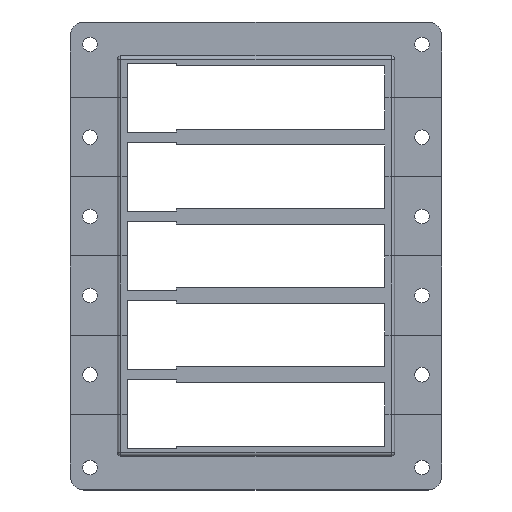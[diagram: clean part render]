
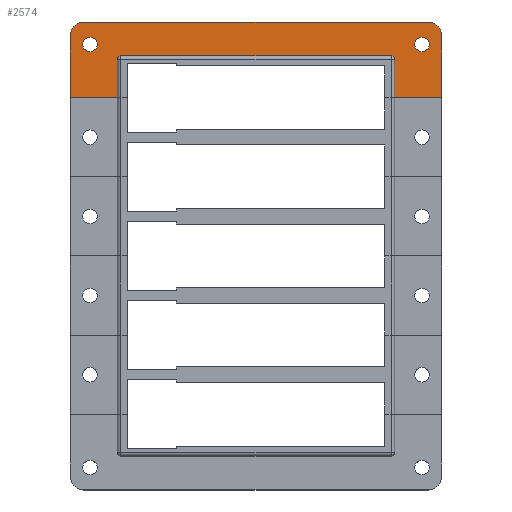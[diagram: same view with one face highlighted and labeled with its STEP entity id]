
A CAD part, top view. The second image highlights one B-rep face of the part: STEP entity #2574.
In plain terms, the highlighted planar face has unit normal (0, 0, 1).
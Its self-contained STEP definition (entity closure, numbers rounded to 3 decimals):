
#103=(
BOUNDED_CURVE()
B_SPLINE_CURVE(3,(#11198,#11199,#11200,#11201),.UNSPECIFIED.,.F.,.F.)
B_SPLINE_CURVE_WITH_KNOTS((4,4),(0.,1.),.UNSPECIFIED.)
CURVE()
GEOMETRIC_REPRESENTATION_ITEM()
RATIONAL_B_SPLINE_CURVE((1.,0.805,0.805,1.))
REPRESENTATION_ITEM('')
);
#104=(
BOUNDED_CURVE()
B_SPLINE_CURVE(3,(#11211,#11212,#11213,#11214),.UNSPECIFIED.,.F.,.F.)
B_SPLINE_CURVE_WITH_KNOTS((4,4),(0.,1.),.UNSPECIFIED.)
CURVE()
GEOMETRIC_REPRESENTATION_ITEM()
RATIONAL_B_SPLINE_CURVE((1.,0.805,0.805,1.))
REPRESENTATION_ITEM('')
);
#220=PLANE('',#8023);
#1004=LINE('',#11150,#1838);
#1017=LINE('',#11207,#1851);
#1024=LINE('',#11234,#1858);
#1025=LINE('',#11236,#1859);
#1030=LINE('',#11252,#1864);
#1031=LINE('',#11255,#1865);
#1032=LINE('',#11256,#1866);
#1033=LINE('',#11257,#1867);
#1838=VECTOR('',#9005,1.);
#1851=VECTOR('',#9052,1.);
#1858=VECTOR('',#9081,1.);
#1859=VECTOR('',#9084,1.);
#1864=VECTOR('',#9105,1.);
#1865=VECTOR('',#9106,1.);
#1866=VECTOR('',#9107,1.);
#1867=VECTOR('',#9108,1.);
#2574=ADVANCED_FACE('',(#3037,#3038,#3039),#220,.T.);
#3037=FACE_BOUND('',#3371,.T.);
#3038=FACE_BOUND('',#3372,.T.);
#3039=FACE_BOUND('',#3373,.T.);
#3371=EDGE_LOOP('',(#4361,#4362,#4363,#4364,#4365,#4366,#4367,#4368,#4369,
#4370,#4371,#4372));
#3372=EDGE_LOOP('',(#4373,#4374));
#3373=EDGE_LOOP('',(#4375,#4376));
#4361=ORIENTED_EDGE('',*,*,#6900,.T.);
#4362=ORIENTED_EDGE('',*,*,#6901,.F.);
#4363=ORIENTED_EDGE('',*,*,#6857,.T.);
#4364=ORIENTED_EDGE('',*,*,#6854,.T.);
#4365=ORIENTED_EDGE('',*,*,#6851,.T.);
#4366=ORIENTED_EDGE('',*,*,#6891,.T.);
#4367=ORIENTED_EDGE('',*,*,#6902,.T.);
#4368=ORIENTED_EDGE('',*,*,#6892,.T.);
#4369=ORIENTED_EDGE('',*,*,#6875,.T.);
#4370=ORIENTED_EDGE('',*,*,#6878,.T.);
#4371=ORIENTED_EDGE('',*,*,#6880,.T.);
#4372=ORIENTED_EDGE('',*,*,#6903,.T.);
#4373=ORIENTED_EDGE('',*,*,#6883,.T.);
#4374=ORIENTED_EDGE('',*,*,#6749,.T.);
#4375=ORIENTED_EDGE('',*,*,#6881,.T.);
#4376=ORIENTED_EDGE('',*,*,#6753,.T.);
#5991=VERTEX_POINT('',#10930);
#5992=VERTEX_POINT('',#10931);
#5995=VERTEX_POINT('',#10939);
#5996=VERTEX_POINT('',#10940);
#6062=VERTEX_POINT('',#11143);
#6063=VERTEX_POINT('',#11145);
#6065=VERTEX_POINT('',#11151);
#6067=VERTEX_POINT('',#11157);
#6077=VERTEX_POINT('',#11197);
#6078=VERTEX_POINT('',#11202);
#6079=VERTEX_POINT('',#11206);
#6080=VERTEX_POINT('',#11210);
#6084=VERTEX_POINT('',#11233);
#6085=VERTEX_POINT('',#11237);
#6088=VERTEX_POINT('',#11253);
#6089=VERTEX_POINT('',#11254);
#6749=EDGE_CURVE('',#5991,#5992,#7659,.T.);
#6753=EDGE_CURVE('',#5995,#5996,#7661,.T.);
#6851=EDGE_CURVE('',#6063,#6062,#7672,.T.);
#6854=EDGE_CURVE('',#6065,#6063,#1004,.T.);
#6857=EDGE_CURVE('',#6067,#6065,#7674,.T.);
#6875=EDGE_CURVE('',#6078,#6077,#103,.T.);
#6878=EDGE_CURVE('',#6077,#6079,#1017,.T.);
#6880=EDGE_CURVE('',#6079,#6080,#104,.T.);
#6881=EDGE_CURVE('',#5996,#5995,#7681,.T.);
#6883=EDGE_CURVE('',#5992,#5991,#7683,.T.);
#6891=EDGE_CURVE('',#6062,#6084,#1024,.T.);
#6892=EDGE_CURVE('',#6085,#6078,#1025,.T.);
#6900=EDGE_CURVE('',#6088,#6089,#1030,.T.);
#6901=EDGE_CURVE('',#6067,#6089,#1031,.T.);
#6902=EDGE_CURVE('',#6084,#6085,#1032,.T.);
#6903=EDGE_CURVE('',#6080,#6088,#1033,.T.);
#7659=CIRCLE('',#7930,4.25);
#7661=CIRCLE('',#7933,4.25);
#7672=CIRCLE('',#7984,8.);
#7674=CIRCLE('',#7988,8.);
#7681=CIRCLE('',#8005,4.25);
#7683=CIRCLE('',#8008,4.25);
#7930=AXIS2_PLACEMENT_3D('',#10929,#8802,#8803);
#7933=AXIS2_PLACEMENT_3D('',#10938,#8810,#8811);
#7984=AXIS2_PLACEMENT_3D('',#11144,#8999,#9000);
#7988=AXIS2_PLACEMENT_3D('',#11156,#9011,#9012);
#8005=AXIS2_PLACEMENT_3D('',#11216,#9058,#9059);
#8008=AXIS2_PLACEMENT_3D('',#11219,#9064,#9065);
#8023=AXIS2_PLACEMENT_3D('',#11258,#9109,#9110);
#8802=DIRECTION('',(0.,0.,-1.));
#8803=DIRECTION('',(-1.,0.,0.));
#8810=DIRECTION('',(0.,0.,-1.));
#8811=DIRECTION('',(-1.,0.,0.));
#8999=DIRECTION('',(0.,0.,1.));
#9000=DIRECTION('',(-1.,0.,0.));
#9005=DIRECTION('',(-1.,0.,0.));
#9011=DIRECTION('',(0.,0.,1.));
#9012=DIRECTION('',(-1.,0.,0.));
#9052=DIRECTION('',(1.,0.,0.));
#9058=DIRECTION('',(0.,0.,-1.));
#9059=DIRECTION('',(-1.,0.,0.));
#9064=DIRECTION('',(0.,0.,-1.));
#9065=DIRECTION('',(-1.,0.,0.));
#9081=DIRECTION('',(0.,-1.,0.));
#9084=DIRECTION('',(0.,1.,0.));
#9105=DIRECTION('',(1.,0.,0.));
#9106=DIRECTION('',(0.,-1.,0.));
#9107=DIRECTION('',(1.,0.,0.));
#9108=DIRECTION('',(0.,-1.,0.));
#9109=DIRECTION('',(0.,0.,1.));
#9110=DIRECTION('',(-1.,0.,0.));
#10929=CARTESIAN_POINT('',(-126.5,-314.,23.));
#10930=CARTESIAN_POINT('',(-122.25,-314.,23.));
#10931=CARTESIAN_POINT('',(-130.75,-314.,23.));
#10938=CARTESIAN_POINT('',(66.5,-314.,23.));
#10939=CARTESIAN_POINT('',(70.75,-314.,23.));
#10940=CARTESIAN_POINT('',(62.25,-314.,23.));
#11143=CARTESIAN_POINT('',(-138.,-309.,23.));
#11144=CARTESIAN_POINT('',(-130.,-309.,23.));
#11145=CARTESIAN_POINT('',(-130.,-301.,23.));
#11150=CARTESIAN_POINT('',(70.238,-301.,23.));
#11151=CARTESIAN_POINT('',(70.,-301.,23.));
#11156=CARTESIAN_POINT('',(70.,-309.,23.));
#11157=CARTESIAN_POINT('',(78.,-309.,23.));
#11197=CARTESIAN_POINT('',(-108.587,-320.663,23.));
#11198=CARTESIAN_POINT('',(-110.587,-322.663,23.));
#11199=CARTESIAN_POINT('',(-110.587,-321.491,23.));
#11200=CARTESIAN_POINT('',(-109.759,-320.663,23.));
#11201=CARTESIAN_POINT('',(-108.587,-320.663,23.));
#11202=CARTESIAN_POINT('',(-110.587,-322.663,23.));
#11206=CARTESIAN_POINT('',(48.587,-320.663,23.));
#11207=CARTESIAN_POINT('',(70.238,-320.663,23.));
#11210=CARTESIAN_POINT('',(50.587,-322.663,23.));
#11211=CARTESIAN_POINT('',(48.587,-320.663,23.));
#11212=CARTESIAN_POINT('',(49.759,-320.663,23.));
#11213=CARTESIAN_POINT('',(50.587,-321.491,23.));
#11214=CARTESIAN_POINT('',(50.587,-322.663,23.));
#11216=CARTESIAN_POINT('',(66.5,-314.,23.));
#11219=CARTESIAN_POINT('',(-126.5,-314.,23.));
#11233=CARTESIAN_POINT('',(-138.,-345.,23.));
#11234=CARTESIAN_POINT('',(-138.,-313.986,23.));
#11236=CARTESIAN_POINT('',(-110.587,-313.986,23.));
#11237=CARTESIAN_POINT('',(-110.587,-345.,23.));
#11252=CARTESIAN_POINT('',(0.,-345.,23.));
#11253=CARTESIAN_POINT('',(50.587,-345.,23.));
#11254=CARTESIAN_POINT('',(78.,-345.,23.));
#11255=CARTESIAN_POINT('',(78.,-301.,23.));
#11256=CARTESIAN_POINT('',(0.,-345.,23.));
#11257=CARTESIAN_POINT('',(50.587,-313.986,23.));
#11258=CARTESIAN_POINT('',(70.238,-313.986,23.));
